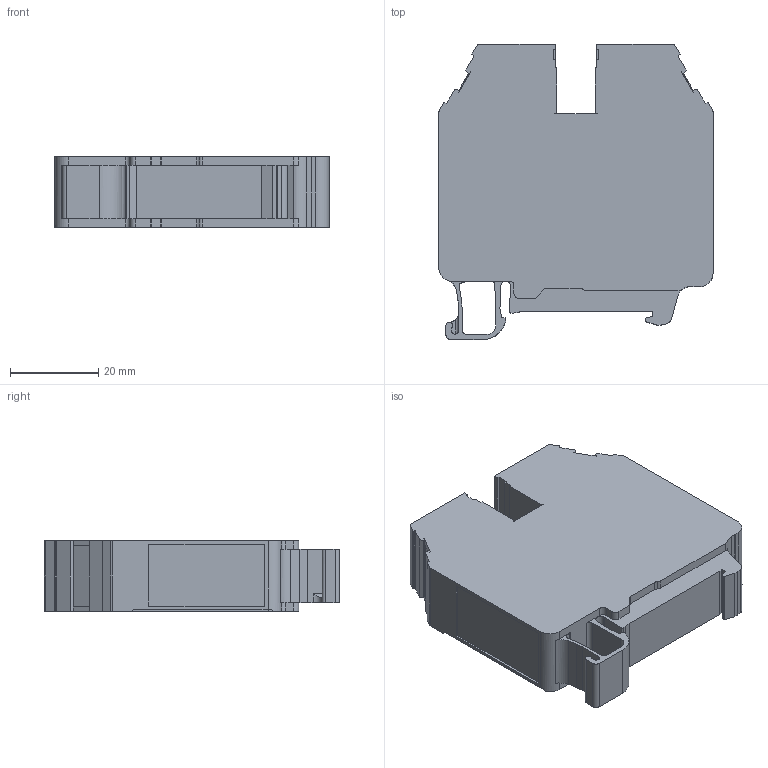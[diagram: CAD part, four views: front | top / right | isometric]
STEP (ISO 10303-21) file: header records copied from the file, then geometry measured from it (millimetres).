
FILE_DESCRIPTION (( 'STEP AP214' ), '1' );
FILE_NAME ('304589_AVK 35 RDS_BG.STP', '2015-08-04T10:46:28', ( '' ), ( '' ), 'SwSTEP 2.0', 'SolidWorks 2015', '' );
FILE_SCHEMA (( 'AUTOMOTIVE_DESIGN' ));
Length unit declared in the file: millimetre
Products named in the file (1): 304589_AVK 35 RDS_BG
Bounding box: 62 x 66.71 x 16 mm (x, y, z)
Volume: 52083.4 mm3; surface area: 12062.5 mm2
Topology: 1 solids, 1 shells, 220 faces, 639 edges, 423 vertices
Faces by surface type: plane 145, cylinder 72, cone 3
Entity records: 10178 total; most frequent: CARTESIAN_POINT 2125, ORIENTED_EDGE 1278, DIRECTION 1001, EDGE_CURVE 639, LINE 455, VECTOR 455, VERTEX_POINT 423, AXIS2_PLACEMENT_3D 273
